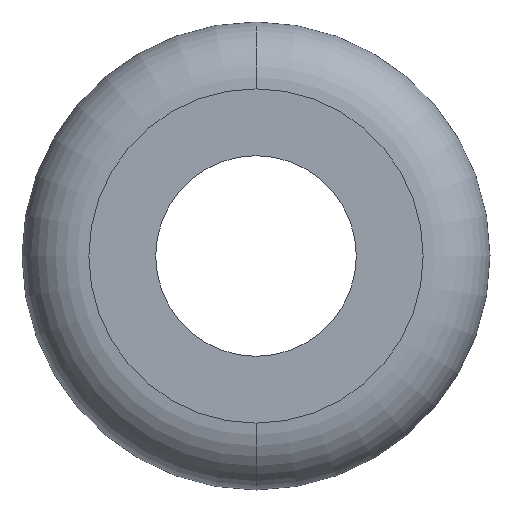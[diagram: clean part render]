
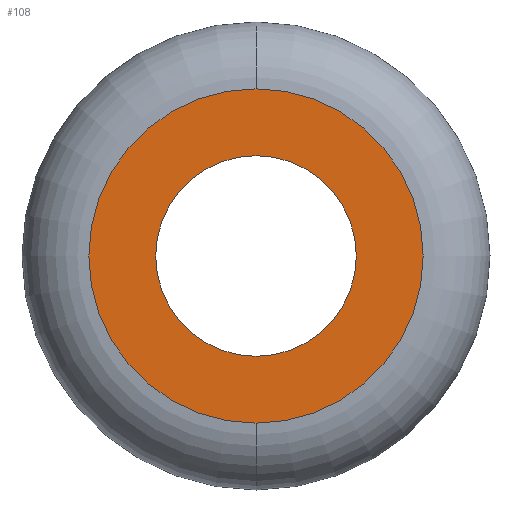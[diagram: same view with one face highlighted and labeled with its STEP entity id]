
A CAD part, front view. The second image highlights one B-rep face of the part: STEP entity #108.
In plain terms, the highlighted planar face has unit normal (0, -1, 0).
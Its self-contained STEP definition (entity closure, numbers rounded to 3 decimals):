
#3 = ORIENTED_EDGE ( 'NONE', *, *, #190, .T. ) ;
#8 = VERTEX_POINT ( 'NONE', #311 ) ;
#47 = PLANE ( 'NONE',  #383 ) ;
#62 = CARTESIAN_POINT ( 'NONE',  ( 0., -2., 0. ) ) ;
#68 = DIRECTION ( 'NONE',  ( 0., 0., 1. ) ) ;
#95 = VERTEX_POINT ( 'NONE', #364 ) ;
#108 = ADVANCED_FACE ( 'NONE', ( #288, #168 ), #47, .F. ) ;
#113 = CARTESIAN_POINT ( 'NONE',  ( 0., -2., 0. ) ) ;
#135 = DIRECTION ( 'NONE',  ( 0., 0., 1. ) ) ;
#149 = EDGE_CURVE ( 'NONE', #8, #278, #217, .T. ) ;
#168 = FACE_BOUND ( 'NONE', #406, .T. ) ;
#180 = AXIS2_PLACEMENT_3D ( 'NONE', #113, #503, #459 ) ;
#182 = CARTESIAN_POINT ( 'NONE',  ( 0., -2., 0. ) ) ;
#190 = EDGE_CURVE ( 'NONE', #95, #300, #509, .T. ) ;
#199 = AXIS2_PLACEMENT_3D ( 'NONE', #319, #357, #268 ) ;
#217 = CIRCLE ( 'NONE', #180, 2.5 ) ;
#239 = EDGE_LOOP ( 'NONE', ( #441, #448 ) ) ;
#254 = CARTESIAN_POINT ( 'NONE',  ( 0., -2., -2.5 ) ) ;
#257 = CIRCLE ( 'NONE', #306, 1.5 ) ;
#268 = DIRECTION ( 'NONE',  ( 0., 0., 1. ) ) ;
#278 = VERTEX_POINT ( 'NONE', #254 ) ;
#282 = DIRECTION ( 'NONE',  ( 0., 1., 0. ) ) ;
#284 = EDGE_CURVE ( 'NONE', #278, #8, #375, .T. ) ;
#285 = AXIS2_PLACEMENT_3D ( 'NONE', #62, #336, #135 ) ;
#288 = FACE_OUTER_BOUND ( 'NONE', #239, .T. ) ;
#300 = VERTEX_POINT ( 'NONE', #471 ) ;
#302 = DIRECTION ( 'NONE',  ( 0., 1., 0. ) ) ;
#306 = AXIS2_PLACEMENT_3D ( 'NONE', #182, #302, #68 ) ;
#311 = CARTESIAN_POINT ( 'NONE',  ( 0., -2., 2.5 ) ) ;
#319 = CARTESIAN_POINT ( 'NONE',  ( 0., -2., 0. ) ) ;
#336 = DIRECTION ( 'NONE',  ( 0., 1., 0. ) ) ;
#342 = EDGE_CURVE ( 'NONE', #300, #95, #257, .T. ) ;
#357 = DIRECTION ( 'NONE',  ( 0., 1., 0. ) ) ;
#359 = ORIENTED_EDGE ( 'NONE', *, *, #342, .T. ) ;
#364 = CARTESIAN_POINT ( 'NONE',  ( 0., -2., -1.5 ) ) ;
#369 = DIRECTION ( 'NONE',  ( 0., 0., 1. ) ) ;
#370 = CARTESIAN_POINT ( 'NONE',  ( 0., -2., -1.5 ) ) ;
#375 = CIRCLE ( 'NONE', #199, 2.5 ) ;
#383 = AXIS2_PLACEMENT_3D ( 'NONE', #370, #282, #369 ) ;
#406 = EDGE_LOOP ( 'NONE', ( #359, #3 ) ) ;
#441 = ORIENTED_EDGE ( 'NONE', *, *, #149, .F. ) ;
#448 = ORIENTED_EDGE ( 'NONE', *, *, #284, .F. ) ;
#459 = DIRECTION ( 'NONE',  ( 0., 0., 1. ) ) ;
#471 = CARTESIAN_POINT ( 'NONE',  ( 0., -2., 1.5 ) ) ;
#503 = DIRECTION ( 'NONE',  ( 0., 1., 0. ) ) ;
#509 = CIRCLE ( 'NONE', #285, 1.5 ) ;
